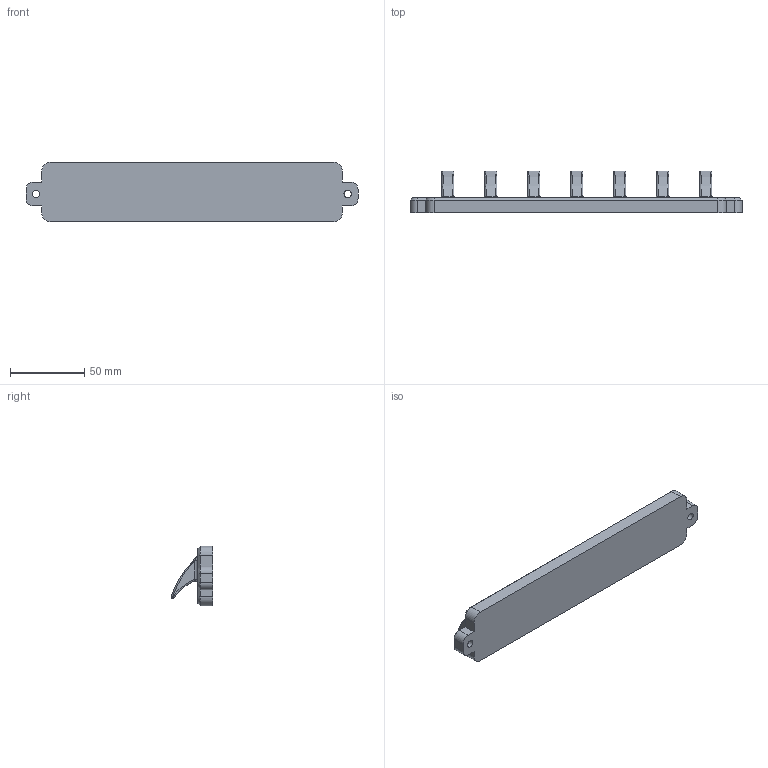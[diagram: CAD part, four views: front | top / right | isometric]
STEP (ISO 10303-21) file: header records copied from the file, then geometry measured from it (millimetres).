
FILE_DESCRIPTION(/* description */ (''),/* implementation_level */ '2;1');
FILE_NAME(/* name */ 'Hanger v1.step',/* time_stamp */ '2017-12-19T21:37:41+02:00',/* author */ ('spegelius'),/* organization */ (''),/* preprocessor_version */ 'ST-DEVELOPER v16.13',/* originating_system */ 'Autodesk Translation Framework v6.5.0.72',/* authorisation */ '');
FILE_SCHEMA (('AUTOMOTIVE_DESIGN { 1 0 10303 214 3 1 1 }'));
Length unit declared in the file: millimetre
Products named in the file (2): Hanger; onepart
Assembly tree (1 placements, depth 2):
  Hanger
    onepart
Bounding box: 224.05 x 28 x 40 mm (x, y, z)
Volume: 93847.5 mm3; surface area: 26006.1 mm2
Topology: 1 solids, 1 shells, 165 faces, 392 edges, 236 vertices
Faces by surface type: cylinder 52, plane 40, bspline 35, torus 28, cone 10
Full cylindrical faces by diameter (mm): 5 x2
Entity records: 6184 total; most frequent: CARTESIAN_POINT 2525, ORIENTED_EDGE 784, DIRECTION 704, EDGE_CURVE 392, AXIS2_PLACEMENT_3D 277, VERTEX_POINT 236, EDGE_LOOP 176, FACE_OUTER_BOUND 165
